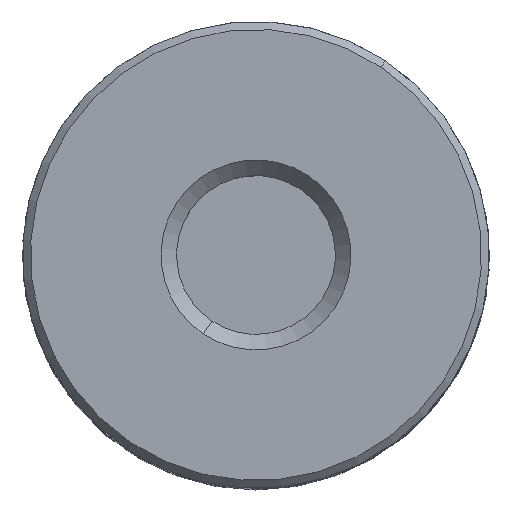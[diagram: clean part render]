
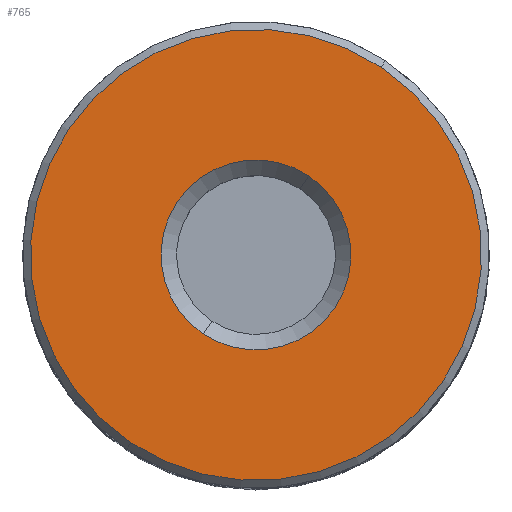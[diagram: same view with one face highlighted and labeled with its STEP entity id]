
A CAD part, top view. The second image highlights one B-rep face of the part: STEP entity #765.
In plain terms, the highlighted face is planar.
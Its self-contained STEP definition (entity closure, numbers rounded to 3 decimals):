
#3 = DIRECTION ( 'NONE',  ( 0., 0., -1. ) ) ;
#53 = CARTESIAN_POINT ( 'NONE',  ( 0., 0., 0. ) ) ;
#103 = CIRCLE ( 'NONE', #1119, 14.49 ) ;
#108 = DIRECTION ( 'NONE',  ( 0., 0., 1. ) ) ;
#152 = CARTESIAN_POINT ( 'NONE',  ( -14.49, 0., 0. ) ) ;
#153 = CARTESIAN_POINT ( 'NONE',  ( 14.49, 0., 0. ) ) ;
#170 = CIRCLE ( 'NONE', #1713, 6.1 ) ;
#179 = DIRECTION ( 'NONE',  ( 1., 0., 0. ) ) ;
#286 = EDGE_CURVE ( 'NONE', #385, #923, #103, .T. ) ;
#385 = VERTEX_POINT ( 'NONE', #152 ) ;
#410 = EDGE_CURVE ( 'NONE', #829, #1027, #170, .T. ) ;
#555 = FACE_OUTER_BOUND ( 'NONE', #739, .T. ) ;
#570 = CIRCLE ( 'NONE', #1649, 14.49 ) ;
#595 = DIRECTION ( 'NONE',  ( 0., 0., 1. ) ) ;
#739 = EDGE_LOOP ( 'NONE', ( #2042, #868 ) ) ;
#765 = ADVANCED_FACE ( 'NONE', ( #975, #555 ), #1671, .F. ) ;
#768 = ORIENTED_EDGE ( 'NONE', *, *, #410, .T. ) ;
#822 = AXIS2_PLACEMENT_3D ( 'NONE', #1186, #108, #1375 ) ;
#829 = VERTEX_POINT ( 'NONE', #1335 ) ;
#868 = ORIENTED_EDGE ( 'NONE', *, *, #286, .T. ) ;
#923 = VERTEX_POINT ( 'NONE', #153 ) ;
#958 = DIRECTION ( 'NONE',  ( 0., 0., 1. ) ) ;
#975 = FACE_BOUND ( 'NONE', #1345, .T. ) ;
#1027 = VERTEX_POINT ( 'NONE', #2294 ) ;
#1084 = CARTESIAN_POINT ( 'NONE',  ( 0., 0., 0. ) ) ;
#1119 = AXIS2_PLACEMENT_3D ( 'NONE', #1271, #1697, #1981 ) ;
#1143 = CARTESIAN_POINT ( 'NONE',  ( 0., 0., 0. ) ) ;
#1156 = EDGE_CURVE ( 'NONE', #1027, #829, #1804, .T. ) ;
#1186 = CARTESIAN_POINT ( 'NONE',  ( 0., 0., 0. ) ) ;
#1262 = DIRECTION ( 'NONE',  ( 1., 0., 0. ) ) ;
#1271 = CARTESIAN_POINT ( 'NONE',  ( 0., 0., 0. ) ) ;
#1335 = CARTESIAN_POINT ( 'NONE',  ( -6.1, 0., 0. ) ) ;
#1345 = EDGE_LOOP ( 'NONE', ( #768, #2189 ) ) ;
#1375 = DIRECTION ( 'NONE',  ( 1., 0., 0. ) ) ;
#1649 = AXIS2_PLACEMENT_3D ( 'NONE', #1084, #3, #1262 ) ;
#1671 = PLANE ( 'NONE',  #2132 ) ;
#1697 = DIRECTION ( 'NONE',  ( 0., 0., -1. ) ) ;
#1713 = AXIS2_PLACEMENT_3D ( 'NONE', #1143, #958, #179 ) ;
#1804 = CIRCLE ( 'NONE', #822, 6.1 ) ;
#1859 = DIRECTION ( 'NONE',  ( 1., 0., 0. ) ) ;
#1875 = EDGE_CURVE ( 'NONE', #923, #385, #570, .T. ) ;
#1981 = DIRECTION ( 'NONE',  ( 1., 0., 0. ) ) ;
#2042 = ORIENTED_EDGE ( 'NONE', *, *, #1875, .T. ) ;
#2132 = AXIS2_PLACEMENT_3D ( 'NONE', #53, #595, #1859 ) ;
#2189 = ORIENTED_EDGE ( 'NONE', *, *, #1156, .T. ) ;
#2294 = CARTESIAN_POINT ( 'NONE',  ( 6.1, 0., 0. ) ) ;
